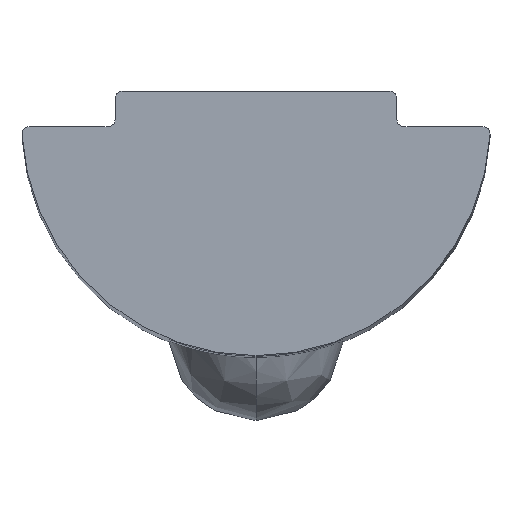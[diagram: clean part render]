
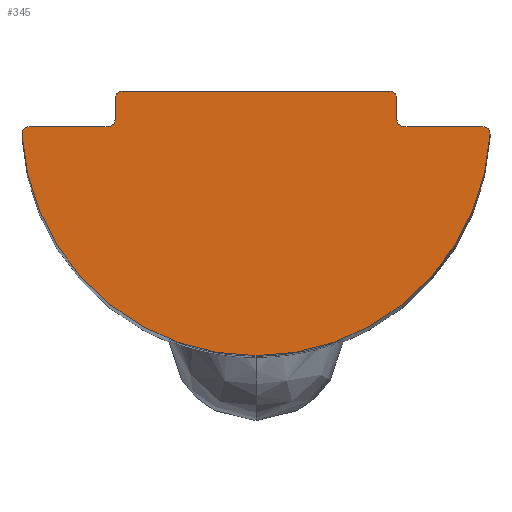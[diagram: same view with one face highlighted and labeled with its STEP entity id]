
A CAD part, top view. The second image highlights one B-rep face of the part: STEP entity #345.
In plain terms, the highlighted planar face has unit normal (0, 0, 1).
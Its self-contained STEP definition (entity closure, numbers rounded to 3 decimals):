
#2 = VECTOR ( 'NONE', #315, 1000. ) ;
#15 = VECTOR ( 'NONE', #481, 1000. ) ;
#19 = EDGE_CURVE ( 'NONE', #236, #650, #385, .T. ) ;
#24 = CARTESIAN_POINT ( 'NONE',  ( 6.442, 0., 60. ) ) ;
#25 = ORIENTED_EDGE ( 'NONE', *, *, #504, .T. ) ;
#61 = CARTESIAN_POINT ( 'NONE',  ( -6.642, -0.2, 60. ) ) ;
#72 = DIRECTION ( 'NONE',  ( 0., 0., -1. ) ) ;
#76 = VERTEX_POINT ( 'NONE', #822 ) ;
#83 = VERTEX_POINT ( 'NONE', #115 ) ;
#87 = DIRECTION ( 'NONE',  ( 0., -1., 0. ) ) ;
#112 = EDGE_CURVE ( 'NONE', #135, #801, #740, .T. ) ;
#115 = CARTESIAN_POINT ( 'NONE',  ( 4.2, 0., 60. ) ) ;
#123 = EDGE_CURVE ( 'NONE', #352, #303, #288, .T. ) ;
#134 = DIRECTION ( 'NONE',  ( 0., 1., 0. ) ) ;
#135 = VERTEX_POINT ( 'NONE', #772 ) ;
#137 = DIRECTION ( 'NONE',  ( 1., 0., 0. ) ) ;
#139 = CARTESIAN_POINT ( 'NONE',  ( 0., 0., 60. ) ) ;
#144 = ORIENTED_EDGE ( 'NONE', *, *, #112, .T. ) ;
#148 = CIRCLE ( 'NONE', #576, 0.2 ) ;
#157 = VERTEX_POINT ( 'NONE', #629 ) ;
#173 = CARTESIAN_POINT ( 'NONE',  ( 0., 1., 60. ) ) ;
#177 = CARTESIAN_POINT ( 'NONE',  ( 0., 0., 60. ) ) ;
#193 = AXIS2_PLACEMENT_3D ( 'NONE', #304, #299, #796 ) ;
#194 = CIRCLE ( 'NONE', #275, 0.2 ) ;
#204 = EDGE_CURVE ( 'NONE', #76, #135, #712, .T. ) ;
#209 = DIRECTION ( 'NONE',  ( 0., 0., 1. ) ) ;
#211 = CARTESIAN_POINT ( 'NONE',  ( 6.642, -0.211, 60. ) ) ;
#215 = EDGE_CURVE ( 'NONE', #236, #83, #242, .T. ) ;
#222 = EDGE_CURVE ( 'NONE', #637, #801, #763, .T. ) ;
#225 = EDGE_CURVE ( 'NONE', #810, #157, #194, .T. ) ;
#236 = VERTEX_POINT ( 'NONE', #24 ) ;
#242 = LINE ( 'NONE', #177, #296 ) ;
#243 = FACE_OUTER_BOUND ( 'NONE', #684, .T. ) ;
#249 = EDGE_CURVE ( 'NONE', #705, #157, #850, .T. ) ;
#275 = AXIS2_PLACEMENT_3D ( 'NONE', #322, #464, #809 ) ;
#279 = CARTESIAN_POINT ( 'NONE',  ( 0., 0.152, 60. ) ) ;
#286 = ORIENTED_EDGE ( 'NONE', *, *, #834, .F. ) ;
#288 = LINE ( 'NONE', #422, #347 ) ;
#289 = DIRECTION ( 'NONE',  ( 0., 0., -1. ) ) ;
#296 = VECTOR ( 'NONE', #875, 1000. ) ;
#299 = DIRECTION ( 'NONE',  ( 0., 0., -1. ) ) ;
#303 = VERTEX_POINT ( 'NONE', #397 ) ;
#304 = CARTESIAN_POINT ( 'NONE',  ( 0., 0.152, 60. ) ) ;
#315 = DIRECTION ( 'NONE',  ( -1., 0., 0. ) ) ;
#322 = CARTESIAN_POINT ( 'NONE',  ( -3.8, 0.8, 60. ) ) ;
#326 = VERTEX_POINT ( 'NONE', #688 ) ;
#331 = CIRCLE ( 'NONE', #782, 0.2 ) ;
#342 = ORIENTED_EDGE ( 'NONE', *, *, #19, .F. ) ;
#345 = ADVANCED_FACE ( 'NONE', ( #243 ), #702, .T. ) ;
#347 = VECTOR ( 'NONE', #134, 1000. ) ;
#352 = VERTEX_POINT ( 'NONE', #913 ) ;
#383 = CARTESIAN_POINT ( 'NONE',  ( -4.2, 0.2, 60. ) ) ;
#385 = CIRCLE ( 'NONE', #506, 0.2 ) ;
#389 = AXIS2_PLACEMENT_3D ( 'NONE', #383, #818, #805 ) ;
#397 = CARTESIAN_POINT ( 'NONE',  ( 4., 0.8, 60. ) ) ;
#416 = ORIENTED_EDGE ( 'NONE', *, *, #222, .F. ) ;
#417 = AXIS2_PLACEMENT_3D ( 'NONE', #601, #739, #614 ) ;
#422 = CARTESIAN_POINT ( 'NONE',  ( 4., 1., 60. ) ) ;
#424 = EDGE_CURVE ( 'NONE', #810, #76, #864, .T. ) ;
#427 = ORIENTED_EDGE ( 'NONE', *, *, #225, .F. ) ;
#435 = CARTESIAN_POINT ( 'NONE',  ( -6.442, -0.2, 60. ) ) ;
#436 = AXIS2_PLACEMENT_3D ( 'NONE', #687, #799, #673 ) ;
#446 = ORIENTED_EDGE ( 'NONE', *, *, #487, .F. ) ;
#462 = CARTESIAN_POINT ( 'NONE',  ( 6.442, -0.2, 60. ) ) ;
#464 = DIRECTION ( 'NONE',  ( 0., 0., -1. ) ) ;
#478 = DIRECTION ( 'NONE',  ( 0., 0., -1. ) ) ;
#481 = DIRECTION ( 'NONE',  ( -1., 0., 0. ) ) ;
#487 = EDGE_CURVE ( 'NONE', #650, #326, #795, .T. ) ;
#495 = VECTOR ( 'NONE', #87, 1000. ) ;
#496 = DIRECTION ( 'NONE',  ( -1., 0., 0. ) ) ;
#504 = EDGE_CURVE ( 'NONE', #83, #352, #816, .T. ) ;
#506 = AXIS2_PLACEMENT_3D ( 'NONE', #462, #478, #745 ) ;
#516 = CARTESIAN_POINT ( 'NONE',  ( -4., 0., 60. ) ) ;
#531 = ORIENTED_EDGE ( 'NONE', *, *, #204, .T. ) ;
#555 = CARTESIAN_POINT ( 'NONE',  ( -4., 0.8, 60. ) ) ;
#576 = AXIS2_PLACEMENT_3D ( 'NONE', #435, #289, #496 ) ;
#591 = AXIS2_PLACEMENT_3D ( 'NONE', #279, #209, #137 ) ;
#601 = CARTESIAN_POINT ( 'NONE',  ( -6.442, -0.2, 60. ) ) ;
#606 = ORIENTED_EDGE ( 'NONE', *, *, #215, .T. ) ;
#614 = DIRECTION ( 'NONE',  ( -1., 0., 0. ) ) ;
#629 = CARTESIAN_POINT ( 'NONE',  ( -3.8, 1., 60. ) ) ;
#637 = VERTEX_POINT ( 'NONE', #61 ) ;
#640 = CARTESIAN_POINT ( 'NONE',  ( 3.8, 0.8, 60. ) ) ;
#642 = ORIENTED_EDGE ( 'NONE', *, *, #123, .T. ) ;
#645 = CARTESIAN_POINT ( 'NONE',  ( -6.442, 0., 60. ) ) ;
#650 = VERTEX_POINT ( 'NONE', #211 ) ;
#673 = DIRECTION ( 'NONE',  ( 1., 0., 0. ) ) ;
#684 = EDGE_LOOP ( 'NONE', ( #642, #824, #878, #427, #793, #531, #144, #416, #286, #446, #342, #606, #25 ) ) ;
#687 = CARTESIAN_POINT ( 'NONE',  ( 4.2, 0.2, 60. ) ) ;
#688 = CARTESIAN_POINT ( 'NONE',  ( -6.642, -0.211, 60. ) ) ;
#702 = PLANE ( 'NONE',  #591 ) ;
#705 = VERTEX_POINT ( 'NONE', #823 ) ;
#712 = CIRCLE ( 'NONE', #389, 0.2 ) ;
#739 = DIRECTION ( 'NONE',  ( 0., 0., -1. ) ) ;
#740 = LINE ( 'NONE', #139, #15 ) ;
#745 = DIRECTION ( 'NONE',  ( -1., 0., 0. ) ) ;
#763 = CIRCLE ( 'NONE', #417, 0.2 ) ;
#772 = CARTESIAN_POINT ( 'NONE',  ( -4.2, 0., 60. ) ) ;
#782 = AXIS2_PLACEMENT_3D ( 'NONE', #640, #72, #858 ) ;
#793 = ORIENTED_EDGE ( 'NONE', *, *, #424, .T. ) ;
#795 = CIRCLE ( 'NONE', #193, 6.652 ) ;
#796 = DIRECTION ( 'NONE',  ( -1., 0., 0. ) ) ;
#799 = DIRECTION ( 'NONE',  ( 0., 0., -1. ) ) ;
#801 = VERTEX_POINT ( 'NONE', #645 ) ;
#805 = DIRECTION ( 'NONE',  ( 1., 0., 0. ) ) ;
#809 = DIRECTION ( 'NONE',  ( -1., 0., 0. ) ) ;
#810 = VERTEX_POINT ( 'NONE', #555 ) ;
#816 = CIRCLE ( 'NONE', #436, 0.2 ) ;
#818 = DIRECTION ( 'NONE',  ( 0., 0., -1. ) ) ;
#822 = CARTESIAN_POINT ( 'NONE',  ( -4., 0.2, 60. ) ) ;
#823 = CARTESIAN_POINT ( 'NONE',  ( 3.8, 1., 60. ) ) ;
#824 = ORIENTED_EDGE ( 'NONE', *, *, #905, .F. ) ;
#834 = EDGE_CURVE ( 'NONE', #326, #637, #148, .T. ) ;
#850 = LINE ( 'NONE', #173, #2 ) ;
#858 = DIRECTION ( 'NONE',  ( -1., 0., 0. ) ) ;
#864 = LINE ( 'NONE', #516, #495 ) ;
#875 = DIRECTION ( 'NONE',  ( -1., 0., 0. ) ) ;
#878 = ORIENTED_EDGE ( 'NONE', *, *, #249, .T. ) ;
#905 = EDGE_CURVE ( 'NONE', #705, #303, #331, .T. ) ;
#913 = CARTESIAN_POINT ( 'NONE',  ( 4., 0.2, 60. ) ) ;
